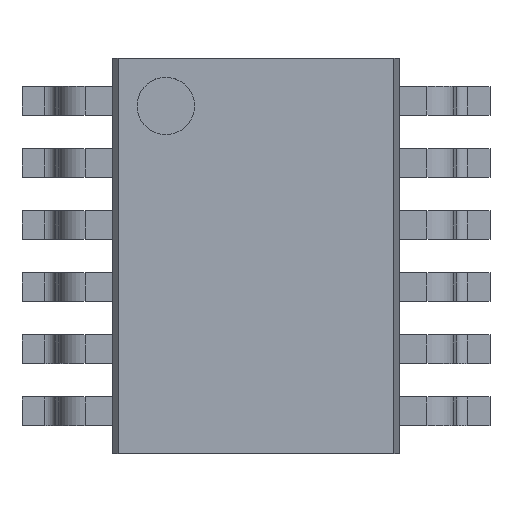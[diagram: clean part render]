
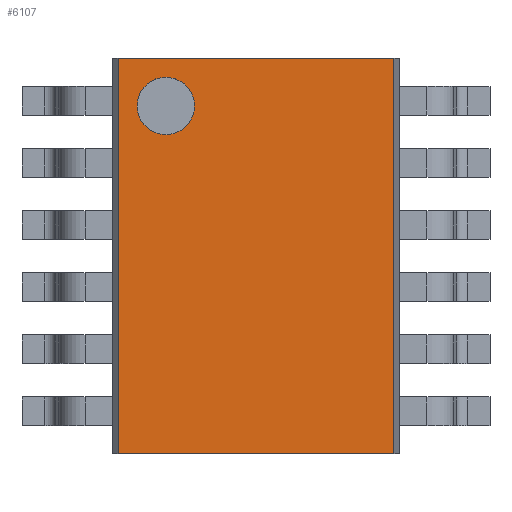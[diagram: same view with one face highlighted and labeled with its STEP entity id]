
A CAD part, top view. The second image highlights one B-rep face of the part: STEP entity #6107.
In plain terms, the highlighted planar face has unit normal (0, 0, 1).
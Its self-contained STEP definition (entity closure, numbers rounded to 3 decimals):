
#5810=CARTESIAN_POINT('',(-1.244,1.571,1.1));
#5811=VERTEX_POINT('',#5810);
#5820=CARTESIAN_POINT('',(-0.644,1.571,1.1));
#5821=VERTEX_POINT('',#5820);
#5822=CARTESIAN_POINT('',(-0.944,1.571,1.1));
#5823=DIRECTION('',(0.0,0.0,-1.0));
#5824=DIRECTION('',(-1.0,0.0,0.0));
#5825=AXIS2_PLACEMENT_3D('',#5822,#5823,#5824);
#5826=CIRCLE('',#5825,0.3);
#5827=EDGE_CURVE('',#5821,#5811,#5826,.T.);
#5878=CARTESIAN_POINT('',(1.444,-2.071,1.1));
#5879=VERTEX_POINT('',#5878);
#5886=CARTESIAN_POINT('',(-1.444,-2.071,1.1));
#5887=VERTEX_POINT('',#5886);
#5888=CARTESIAN_POINT('',(-1.444,-2.071,1.1));
#5889=DIRECTION('',(1.0,0.0,0.0));
#5890=VECTOR('',#5889,2.889);
#5891=LINE('',#5888,#5890);
#5892=EDGE_CURVE('',#5887,#5879,#5891,.T.);
#6036=CARTESIAN_POINT('',(-0.944,1.571,1.1));
#6037=DIRECTION('',(0.0,0.0,-1.0));
#6038=DIRECTION('',(-1.0,0.0,0.0));
#6039=AXIS2_PLACEMENT_3D('',#6036,#6037,#6038);
#6040=CIRCLE('',#6039,0.3);
#6041=EDGE_CURVE('',#5811,#5821,#6040,.T.);
#6063=CARTESIAN_POINT('',(1.444,2.071,1.1));
#6064=VERTEX_POINT('',#6063);
#6071=CARTESIAN_POINT('',(1.444,-2.071,1.1));
#6072=DIRECTION('',(0.0,1.0,0.0));
#6073=VECTOR('',#6072,4.141);
#6074=LINE('',#6071,#6073);
#6075=EDGE_CURVE('',#5879,#6064,#6074,.T.);
#6080=CARTESIAN_POINT('',(1.444,-1.03,1.1));
#6081=DIRECTION('',(0.0,0.0,1.0));
#6082=DIRECTION('',(1.0,0.0,0.0));
#6083=AXIS2_PLACEMENT_3D('',#6080,#6081,#6082);
#6084=PLANE('',#6083);
#6085=ORIENTED_EDGE('',*,*,#5892,.T.);
#6086=ORIENTED_EDGE('',*,*,#6075,.T.);
#6087=CARTESIAN_POINT('',(-1.444,2.071,1.1));
#6088=VERTEX_POINT('',#6087);
#6089=CARTESIAN_POINT('',(1.444,2.071,1.1));
#6090=DIRECTION('',(-1.0,0.0,0.0));
#6091=VECTOR('',#6090,2.889);
#6092=LINE('',#6089,#6091);
#6093=EDGE_CURVE('',#6064,#6088,#6092,.T.);
#6094=ORIENTED_EDGE('',*,*,#6093,.T.);
#6095=CARTESIAN_POINT('',(-1.444,-2.071,1.1));
#6096=DIRECTION('',(0.0,1.0,0.0));
#6097=VECTOR('',#6096,4.141);
#6098=LINE('',#6095,#6097);
#6099=EDGE_CURVE('',#5887,#6088,#6098,.T.);
#6100=ORIENTED_EDGE('',*,*,#6099,.F.);
#6101=EDGE_LOOP('',(#6085,#6086,#6094,#6100));
#6102=FACE_OUTER_BOUND('',#6101,.T.);
#6103=ORIENTED_EDGE('',*,*,#6041,.T.);
#6104=ORIENTED_EDGE('',*,*,#5827,.T.);
#6105=EDGE_LOOP('',(#6103,#6104));
#6106=FACE_BOUND('',#6105,.T.);
#6107=ADVANCED_FACE('',(#6102,#6106),#6084,.T.);
